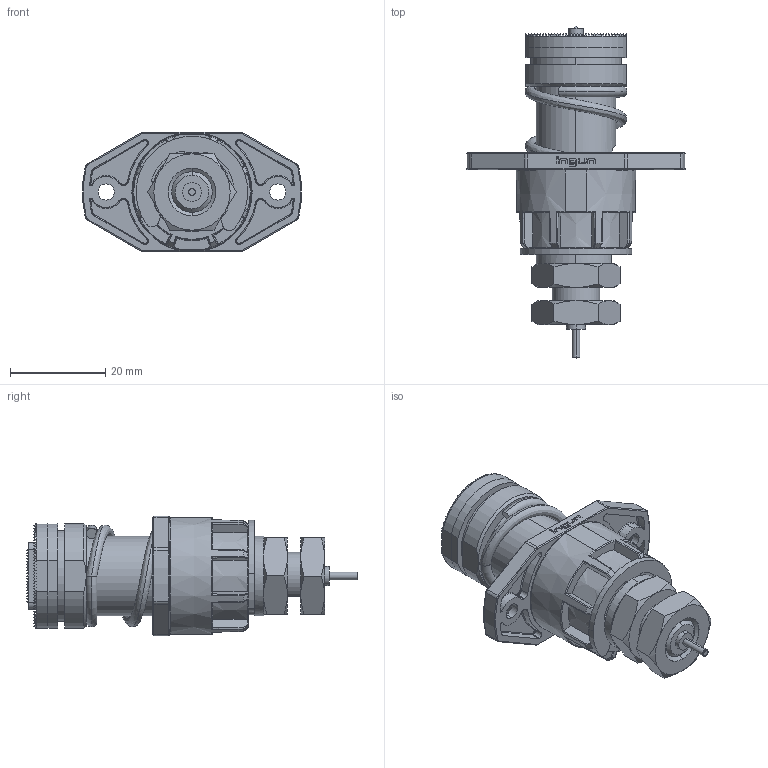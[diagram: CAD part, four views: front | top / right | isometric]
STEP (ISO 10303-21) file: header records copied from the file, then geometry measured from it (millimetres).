
FILE_DESCRIPTION (( 'STEP AP203' ), '1' );
FILE_NAME ('INGUN_BCP-696_360_2200_A_xx04-62.STEP', '2025-10-28T12:15:48', ( '' ), ( '' ), 'SwSTEP 2.0', 'SolidWorks 2023', '' );
FILE_SCHEMA (( 'CONFIG_CONTROL_DESIGN' ));
Products named in the file (1): INGUN_BCP-696_360_2200_A_xx04-62
Bounding box: 45.86 x 69.6 x 25 mm (x, y, z)
Volume: 18914.4 mm3; surface area: 11883.3 mm2
Topology: 3 solids, 3 shells, 4603 faces, 7949 edges, 3356 vertices
Faces by surface type: plane 4132, cylinder 160, cone 116, torus 105, bspline 54, sphere 36
Entity records: 103285 total; most frequent: CARTESIAN_POINT 21156, DIRECTION 17079, ORIENTED_EDGE 15882, EDGE_CURVE 7941, VECTOR 6567, LINE 6567, AXIS2_PLACEMENT_3D 5256, EDGE_LOOP 4637
